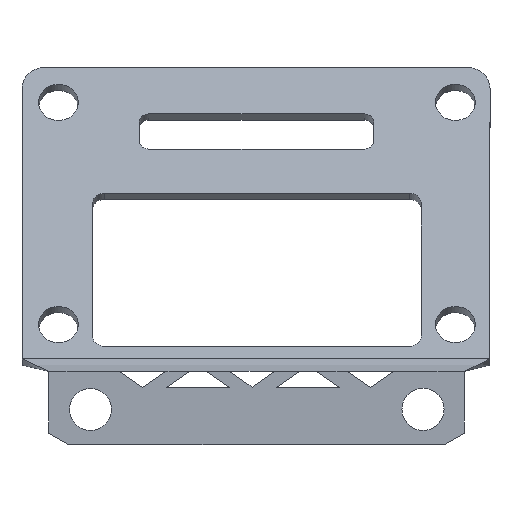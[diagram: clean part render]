
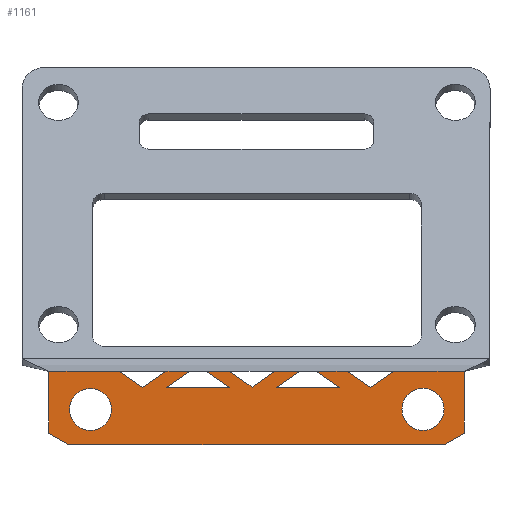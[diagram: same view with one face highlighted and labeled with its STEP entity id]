
A CAD part, front view. The second image highlights one B-rep face of the part: STEP entity #1161.
In plain terms, the highlighted planar face has unit normal (0, -1, 0).
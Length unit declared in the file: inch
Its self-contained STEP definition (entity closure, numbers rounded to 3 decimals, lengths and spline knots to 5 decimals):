
#33=FACE_BOUND('',#199,.T.);
#34=FACE_BOUND('',#200,.T.);
#65=CIRCLE('',#1259,0.08938);
#66=CIRCLE('',#1260,0.08982);
#129=FACE_OUTER_BOUND('',#198,.T.);
#198=EDGE_LOOP('',(#980,#981,#982,#983,#984,#985,#986,#987,#988,#989,#990,
#991,#992,#993,#994,#995,#996,#997,#998,#999,#1000,#1001,#1002));
#199=EDGE_LOOP('',(#1003));
#200=EDGE_LOOP('',(#1004));
#283=LINE('',#1786,#414);
#284=LINE('',#1787,#415);
#285=LINE('',#1788,#416);
#286=LINE('',#1789,#417);
#287=LINE('',#1790,#418);
#288=LINE('',#1792,#419);
#301=LINE('',#1857,#432);
#306=LINE('',#1866,#437);
#307=LINE('',#1869,#438);
#312=LINE('',#1878,#443);
#313=LINE('',#1881,#444);
#316=LINE('',#1887,#447);
#319=LINE('',#1892,#450);
#320=LINE('',#1894,#451);
#321=LINE('',#1895,#452);
#322=LINE('',#1896,#453);
#323=LINE('',#1898,#454);
#324=LINE('',#1900,#455);
#325=LINE('',#1902,#456);
#326=LINE('',#1904,#457);
#327=LINE('',#1905,#458);
#328=LINE('',#1906,#459);
#329=LINE('',#1907,#460);
#414=VECTOR('',#1461,0.3937);
#415=VECTOR('',#1462,0.3937);
#416=VECTOR('',#1463,0.3937);
#417=VECTOR('',#1464,0.3937);
#418=VECTOR('',#1465,0.3937);
#419=VECTOR('',#1466,0.3937);
#432=VECTOR('',#1489,0.3937);
#437=VECTOR('',#1496,0.3937);
#438=VECTOR('',#1499,0.3937);
#443=VECTOR('',#1506,0.3937);
#444=VECTOR('',#1509,0.3937);
#447=VECTOR('',#1514,0.3937);
#450=VECTOR('',#1519,0.3937);
#451=VECTOR('',#1520,0.3937);
#452=VECTOR('',#1521,0.3937);
#453=VECTOR('',#1522,0.3937);
#454=VECTOR('',#1523,0.3937);
#455=VECTOR('',#1524,0.3937);
#456=VECTOR('',#1525,0.3937);
#457=VECTOR('',#1526,0.3937);
#458=VECTOR('',#1527,0.3937);
#459=VECTOR('',#1528,0.3937);
#460=VECTOR('',#1529,0.3937);
#529=VERTEX_POINT('',#1733);
#531=VERTEX_POINT('',#1736);
#533=VERTEX_POINT('',#1742);
#535=VERTEX_POINT('',#1745);
#537=VERTEX_POINT('',#1751);
#539=VERTEX_POINT('',#1754);
#541=VERTEX_POINT('',#1760);
#543=VERTEX_POINT('',#1763);
#545=VERTEX_POINT('',#1769);
#547=VERTEX_POINT('',#1772);
#551=VERTEX_POINT('',#1781);
#552=VERTEX_POINT('',#1791);
#555=VERTEX_POINT('',#1856);
#558=VERTEX_POINT('',#1864);
#559=VERTEX_POINT('',#1868);
#562=VERTEX_POINT('',#1876);
#563=VERTEX_POINT('',#1880);
#565=VERTEX_POINT('',#1886);
#567=VERTEX_POINT('',#1893);
#568=VERTEX_POINT('',#1897);
#569=VERTEX_POINT('',#1899);
#570=VERTEX_POINT('',#1901);
#571=VERTEX_POINT('',#1903);
#572=VERTEX_POINT('',#1908);
#573=VERTEX_POINT('',#1910);
#676=EDGE_CURVE('',#531,#551,#283,.T.);
#677=EDGE_CURVE('',#535,#529,#284,.T.);
#678=EDGE_CURVE('',#539,#533,#285,.T.);
#679=EDGE_CURVE('',#543,#537,#286,.T.);
#680=EDGE_CURVE('',#547,#541,#287,.T.);
#681=EDGE_CURVE('',#552,#545,#288,.T.);
#697=EDGE_CURVE('',#543,#555,#301,.T.);
#702=EDGE_CURVE('',#558,#541,#306,.T.);
#703=EDGE_CURVE('',#539,#559,#307,.T.);
#708=EDGE_CURVE('',#562,#545,#312,.T.);
#709=EDGE_CURVE('',#535,#563,#313,.T.);
#712=EDGE_CURVE('',#531,#565,#316,.T.);
#715=EDGE_CURVE('',#559,#537,#319,.T.);
#716=EDGE_CURVE('',#567,#533,#320,.T.);
#717=EDGE_CURVE('',#563,#567,#321,.T.);
#718=EDGE_CURVE('',#565,#529,#322,.T.);
#719=EDGE_CURVE('',#551,#568,#323,.T.);
#720=EDGE_CURVE('',#568,#569,#324,.T.);
#721=EDGE_CURVE('',#570,#569,#325,.T.);
#722=EDGE_CURVE('',#570,#571,#326,.T.);
#723=EDGE_CURVE('',#571,#552,#327,.T.);
#724=EDGE_CURVE('',#547,#562,#328,.T.);
#725=EDGE_CURVE('',#555,#558,#329,.T.);
#726=EDGE_CURVE('',#572,#572,#65,.T.);
#727=EDGE_CURVE('',#573,#573,#66,.T.);
#980=ORIENTED_EDGE('',*,*,#679,.T.);
#981=ORIENTED_EDGE('',*,*,#715,.F.);
#982=ORIENTED_EDGE('',*,*,#703,.F.);
#983=ORIENTED_EDGE('',*,*,#678,.T.);
#984=ORIENTED_EDGE('',*,*,#716,.F.);
#985=ORIENTED_EDGE('',*,*,#717,.F.);
#986=ORIENTED_EDGE('',*,*,#709,.F.);
#987=ORIENTED_EDGE('',*,*,#677,.T.);
#988=ORIENTED_EDGE('',*,*,#718,.F.);
#989=ORIENTED_EDGE('',*,*,#712,.F.);
#990=ORIENTED_EDGE('',*,*,#676,.T.);
#991=ORIENTED_EDGE('',*,*,#719,.T.);
#992=ORIENTED_EDGE('',*,*,#720,.T.);
#993=ORIENTED_EDGE('',*,*,#721,.F.);
#994=ORIENTED_EDGE('',*,*,#722,.T.);
#995=ORIENTED_EDGE('',*,*,#723,.T.);
#996=ORIENTED_EDGE('',*,*,#681,.T.);
#997=ORIENTED_EDGE('',*,*,#708,.F.);
#998=ORIENTED_EDGE('',*,*,#724,.F.);
#999=ORIENTED_EDGE('',*,*,#680,.T.);
#1000=ORIENTED_EDGE('',*,*,#702,.F.);
#1001=ORIENTED_EDGE('',*,*,#725,.F.);
#1002=ORIENTED_EDGE('',*,*,#697,.F.);
#1003=ORIENTED_EDGE('',*,*,#726,.F.);
#1004=ORIENTED_EDGE('',*,*,#727,.F.);
#1106=PLANE('',#1258);
#1161=ADVANCED_FACE('',(#129,#33,#34),#1106,.F.);
#1258=AXIS2_PLACEMENT_3D('',#1891,#1517,#1518);
#1259=AXIS2_PLACEMENT_3D('',#1909,#1530,#1531);
#1260=AXIS2_PLACEMENT_3D('',#1911,#1532,#1533);
#1461=DIRECTION('',(-1.,0.,0.));
#1462=DIRECTION('',(-1.,0.,0.));
#1463=DIRECTION('',(-1.,0.,0.));
#1464=DIRECTION('',(-1.,0.,0.));
#1465=DIRECTION('',(-1.,0.,0.));
#1466=DIRECTION('',(-1.,0.,0.));
#1489=DIRECTION('',(-0.819,0.,-0.574));
#1496=DIRECTION('',(-0.819,0.,0.574));
#1499=DIRECTION('',(0.819,0.,-0.574));
#1506=DIRECTION('',(0.819,0.,0.574));
#1509=DIRECTION('',(-0.819,0.,-0.574));
#1514=DIRECTION('',(0.819,0.,-0.574));
#1517=DIRECTION('center_axis',(0.,1.,0.));
#1518=DIRECTION('ref_axis',(-1.,0.,0.));
#1519=DIRECTION('',(0.819,0.,0.574));
#1520=DIRECTION('',(-0.819,0.,0.574));
#1521=DIRECTION('',(1.,0.,0.));
#1522=DIRECTION('',(0.819,0.,0.574));
#1523=DIRECTION('',(0.,0.,-1.));
#1524=DIRECTION('',(0.866,0.,-0.5));
#1525=DIRECTION('',(-1.,0.,0.));
#1526=DIRECTION('',(0.866,0.,0.5));
#1527=DIRECTION('',(0.,0.,1.));
#1528=DIRECTION('',(0.819,0.,-0.574));
#1529=DIRECTION('',(1.,0.,0.));
#1530=DIRECTION('center_axis',(0.,-1.,0.));
#1531=DIRECTION('ref_axis',(-1.,0.,0.));
#1532=DIRECTION('center_axis',(0.,-1.,0.));
#1533=DIRECTION('ref_axis',(-1.,0.,0.));
#1733=CARTESIAN_POINT('',(-0.3863,1.55333,2.77454));
#1736=CARTESIAN_POINT('',(-0.5837,1.55333,2.77454));
#1742=CARTESIAN_POINT('',(-0.2137,1.55333,2.77454));
#1745=CARTESIAN_POINT('',(-0.2863,1.55333,2.77454));
#1751=CARTESIAN_POINT('',(0.07667,1.55333,2.77454));
#1754=CARTESIAN_POINT('',(-0.11509,1.55333,2.77454));
#1760=CARTESIAN_POINT('',(0.2563,1.55333,2.77454));
#1763=CARTESIAN_POINT('',(0.1837,1.55333,2.77454));
#1769=CARTESIAN_POINT('',(0.5837,1.55333,2.77454));
#1772=CARTESIAN_POINT('',(0.3863,1.55333,2.77454));
#1781=CARTESIAN_POINT('',(-0.88583,1.55333,2.77454));
#1786=CARTESIAN_POINT('',(-0.4441,1.55333,2.77454));
#1787=CARTESIAN_POINT('',(-0.19434,1.55333,2.77454));
#1788=CARTESIAN_POINT('',(-0.10804,1.55333,2.77454));
#1789=CARTESIAN_POINT('',(0.03715,1.55333,2.77454));
#1790=CARTESIAN_POINT('',(0.12696,1.55333,2.77454));
#1791=CARTESIAN_POINT('',(0.88583,1.55333,2.77454));
#1792=CARTESIAN_POINT('',(0.29066,1.55333,2.77454));
#1856=CARTESIAN_POINT('',(0.085,1.55333,2.70533));
#1857=CARTESIAN_POINT('',(0.085,1.55333,2.70533));
#1864=CARTESIAN_POINT('',(0.355,1.55333,2.70533));
#1866=CARTESIAN_POINT('',(0.22,1.55333,2.8));
#1868=CARTESIAN_POINT('',(-0.01921,1.55333,2.7073));
#1869=CARTESIAN_POINT('',(-0.15421,1.55333,2.80197));
#1876=CARTESIAN_POINT('',(0.485,1.55333,2.70533));
#1878=CARTESIAN_POINT('',(0.485,1.55333,2.70533));
#1880=CARTESIAN_POINT('',(-0.385,1.55333,2.70533));
#1881=CARTESIAN_POINT('',(-0.385,1.55333,2.70533));
#1886=CARTESIAN_POINT('',(-0.485,1.55333,2.70533));
#1887=CARTESIAN_POINT('',(-0.485,1.55333,2.70533));
#1891=CARTESIAN_POINT('Origin',(-0.00237,1.55333,2.63203));
#1892=CARTESIAN_POINT('',(-0.01921,1.55333,2.7073));
#1893=CARTESIAN_POINT('',(-0.115,1.55333,2.70533));
#1894=CARTESIAN_POINT('',(-0.25,1.55333,2.8));
#1895=CARTESIAN_POINT('',(-0.115,1.55333,2.70533));
#1896=CARTESIAN_POINT('',(-0.35,1.55333,2.8));
#1897=CARTESIAN_POINT('',(-0.88583,1.55333,2.5112));
#1898=CARTESIAN_POINT('',(-0.88583,1.55333,2.77864));
#1899=CARTESIAN_POINT('',(-0.80023,1.55333,2.4618));
#1900=CARTESIAN_POINT('',(-0.88583,1.55333,2.5112));
#1901=CARTESIAN_POINT('',(0.80023,1.55333,2.4618));
#1902=CARTESIAN_POINT('',(0.99409,1.55333,2.4618));
#1903=CARTESIAN_POINT('',(0.88583,1.55333,2.5112));
#1904=CARTESIAN_POINT('',(0.70866,1.55333,2.40896));
#1905=CARTESIAN_POINT('',(0.88583,1.55333,2.5112));
#1906=CARTESIAN_POINT('',(0.35,1.55333,2.8));
#1907=CARTESIAN_POINT('',(0.355,1.55333,2.70533));
#1908=CARTESIAN_POINT('',(-0.61875,1.55333,2.61263));
#1909=CARTESIAN_POINT('Origin',(-0.70813,1.55333,2.61263));
#1910=CARTESIAN_POINT('',(0.79937,1.55333,2.61287));
#1911=CARTESIAN_POINT('Origin',(0.70955,1.55333,2.61287));
